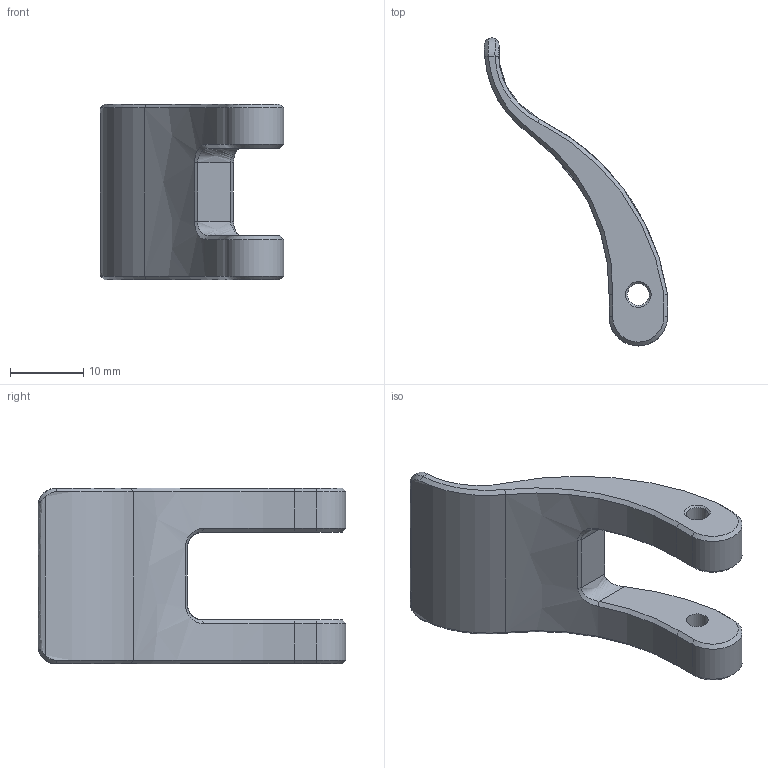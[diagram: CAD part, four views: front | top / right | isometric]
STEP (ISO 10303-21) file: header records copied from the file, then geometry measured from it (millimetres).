
FILE_DESCRIPTION(('FreeCAD Model'),'2;1');
FILE_NAME('Open CASCADE Shape Model','2024-12-19T09:48:58',(''),(''), 'Open CASCADE STEP processor 7.6','FreeCAD','Unknown');
FILE_SCHEMA(('AUTOMOTIVE_DESIGN { 1 0 10303 214 1 1 1 1 }'));
Length unit declared in the file: millimetre
Products named in the file (1): PEDAL001
Bounding box: 25.01 x 42 x 24 mm (x, y, z)
Volume: 3394.6 mm3; surface area: 2681 mm2
Topology: 1 solids, 1 shells, 62 faces, 146 edges, 86 vertices
Faces by surface type: bspline 62
Entity records: 2347 total; most frequent: CARTESIAN_POINT 1112, ORIENTED_EDGE 292, DIRECTION 164, EDGE_CURVE 146, VERTEX_POINT 86, LINE 74, VECTOR 74, FACE_BOUND 66
